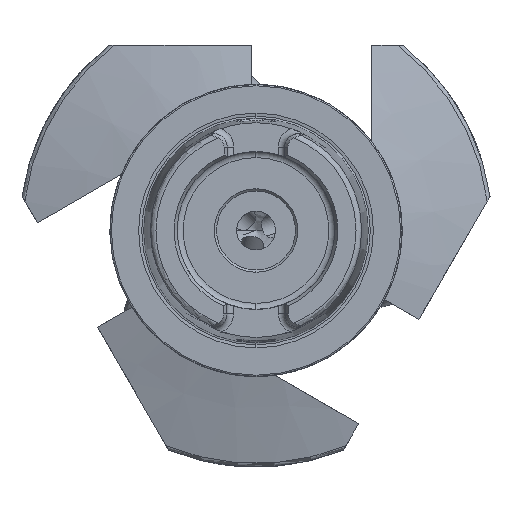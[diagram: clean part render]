
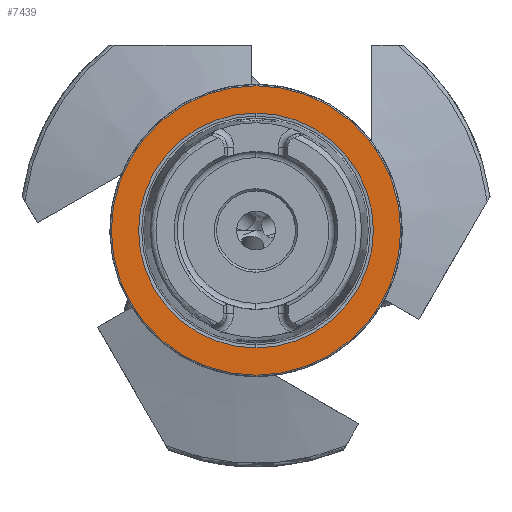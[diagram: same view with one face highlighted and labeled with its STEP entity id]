
A CAD part, left-side view. The second image highlights one B-rep face of the part: STEP entity #7439.
In plain terms, the highlighted planar face has unit normal (-1, 0, 0).
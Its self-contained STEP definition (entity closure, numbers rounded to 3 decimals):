
#224 = CARTESIAN_POINT ( 'NONE',  ( 0., 0., 0. ) ) ;
#477 = DIRECTION ( 'NONE',  ( 0., 0., -1. ) ) ;
#553 = CARTESIAN_POINT ( 'NONE',  ( 0., 0., -31.2 ) ) ;
#1118 = EDGE_CURVE ( 'NONE', #9554, #9276, #4854, .T. ) ;
#1171 = AXIS2_PLACEMENT_3D ( 'NONE', #4534, #10890, #5471 ) ;
#1563 = FACE_BOUND ( 'NONE', #5469, .T. ) ;
#1665 = CARTESIAN_POINT ( 'NONE',  ( 0., 0., 0. ) ) ;
#1948 = AXIS2_PLACEMENT_3D ( 'NONE', #3093, #5905, #477 ) ;
#2242 = PLANE ( 'NONE',  #1948 ) ;
#2249 = AXIS2_PLACEMENT_3D ( 'NONE', #9326, #3887, #10230 ) ;
#2490 = CARTESIAN_POINT ( 'NONE',  ( 0., 0., 25.324 ) ) ;
#2563 = DIRECTION ( 'NONE',  ( 0., 0., 1. ) ) ;
#3093 = CARTESIAN_POINT ( 'NONE',  ( 0., 31.2, 0. ) ) ;
#3523 = ORIENTED_EDGE ( 'NONE', *, *, #9594, .T. ) ;
#3633 = ORIENTED_EDGE ( 'NONE', *, *, #6233, .F. ) ;
#3887 = DIRECTION ( 'NONE',  ( -1., 0., 0. ) ) ;
#3940 = AXIS2_PLACEMENT_3D ( 'NONE', #224, #11014, #10864 ) ;
#4534 = CARTESIAN_POINT ( 'NONE',  ( 0., 0., 0. ) ) ;
#4854 = CIRCLE ( 'NONE', #3940, 25.324 ) ;
#5469 = EDGE_LOOP ( 'NONE', ( #9423, #3633 ) ) ;
#5471 = DIRECTION ( 'NONE',  ( 0., 0., 1. ) ) ;
#5905 = DIRECTION ( 'NONE',  ( 1., 0., 0. ) ) ;
#5941 = CIRCLE ( 'NONE', #1171, 31.2 ) ;
#5948 = CIRCLE ( 'NONE', #11161, 31.2 ) ;
#6233 = EDGE_CURVE ( 'NONE', #9276, #9554, #9790, .T. ) ;
#6593 = EDGE_LOOP ( 'NONE', ( #3523, #10273 ) ) ;
#6713 = CARTESIAN_POINT ( 'NONE',  ( 0., 0., -25.324 ) ) ;
#7439 = ADVANCED_FACE ( 'NONE', ( #1563, #10902 ), #2242, .F. ) ;
#8005 = DIRECTION ( 'NONE',  ( -1., 0., 0. ) ) ;
#8465 = VERTEX_POINT ( 'NONE', #9357 ) ;
#9276 = VERTEX_POINT ( 'NONE', #6713 ) ;
#9326 = CARTESIAN_POINT ( 'NONE',  ( 0., 0., 0. ) ) ;
#9357 = CARTESIAN_POINT ( 'NONE',  ( 0., 0., 31.2 ) ) ;
#9423 = ORIENTED_EDGE ( 'NONE', *, *, #1118, .F. ) ;
#9554 = VERTEX_POINT ( 'NONE', #2490 ) ;
#9594 = EDGE_CURVE ( 'NONE', #8465, #11056, #5948, .T. ) ;
#9790 = CIRCLE ( 'NONE', #2249, 25.324 ) ;
#10230 = DIRECTION ( 'NONE',  ( 0., 0., 1. ) ) ;
#10273 = ORIENTED_EDGE ( 'NONE', *, *, #10296, .T. ) ;
#10296 = EDGE_CURVE ( 'NONE', #11056, #8465, #5941, .T. ) ;
#10864 = DIRECTION ( 'NONE',  ( 0., 0., 1. ) ) ;
#10890 = DIRECTION ( 'NONE',  ( -1., 0., 0. ) ) ;
#10902 = FACE_OUTER_BOUND ( 'NONE', #6593, .T. ) ;
#11014 = DIRECTION ( 'NONE',  ( -1., 0., 0. ) ) ;
#11056 = VERTEX_POINT ( 'NONE', #553 ) ;
#11161 = AXIS2_PLACEMENT_3D ( 'NONE', #1665, #8005, #2563 ) ;
